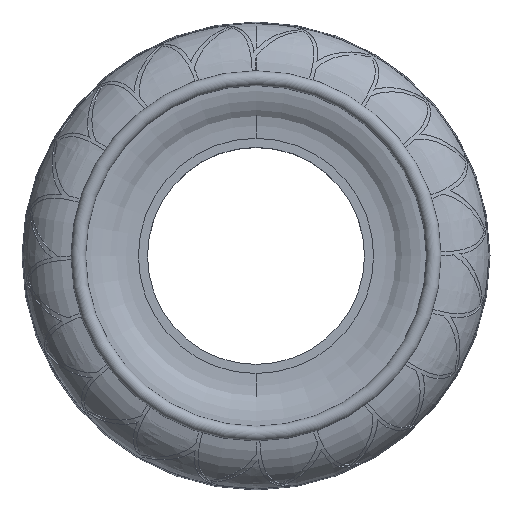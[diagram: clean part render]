
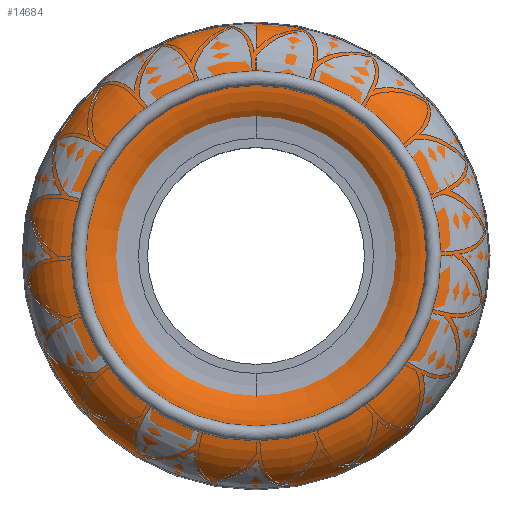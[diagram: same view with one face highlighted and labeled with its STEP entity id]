
A CAD part, top view. The second image highlights one B-rep face of the part: STEP entity #14684.
In plain terms, the highlighted toroidal (fillet/blend) face has major radius 75.692 mm and minor radius 25.4 mm.
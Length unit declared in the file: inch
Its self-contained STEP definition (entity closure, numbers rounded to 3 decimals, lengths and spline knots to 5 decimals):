
#1 = TOROIDAL_SURFACE ( 'NONE', #16186, 2.98, 1. ) ;
#10486 = CARTESIAN_POINT ( 'NONE',  ( 0., 0., 0. ) ) ;
#11781 = DIRECTION ( 'NONE',  ( 0., 0., -1. ) ) ;
#14684 = ADVANCED_FACE ( 'NONE', ( ), #1, .T. ) ;
#15050 = DIRECTION ( 'NONE',  ( 0., 1., 0. ) ) ;
#16186 = AXIS2_PLACEMENT_3D ( 'NONE', #10486, #11781, #15050 ) ;
